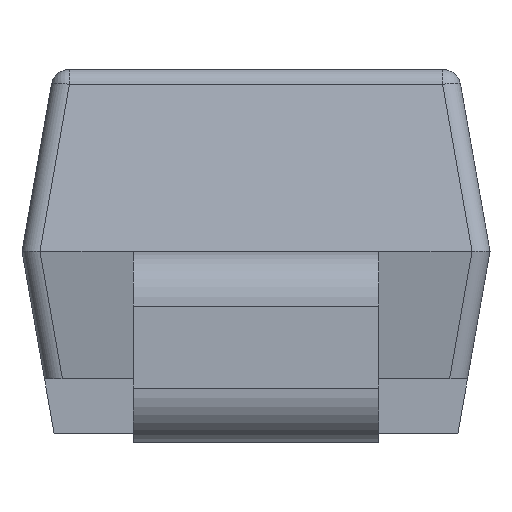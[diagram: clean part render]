
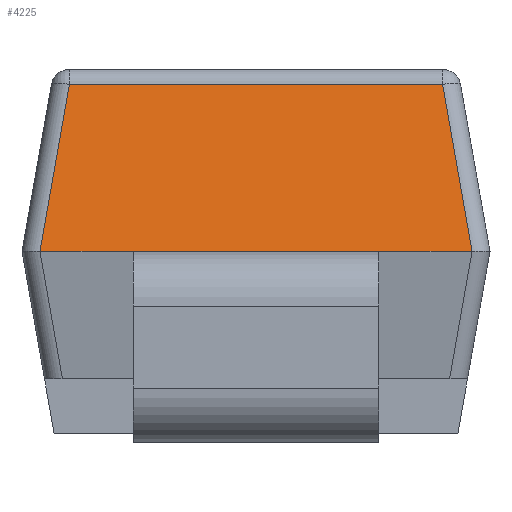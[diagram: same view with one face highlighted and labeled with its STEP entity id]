
A CAD part, left-side view. The second image highlights one B-rep face of the part: STEP entity #4225.
In plain terms, the highlighted planar face has unit normal (-0.985, 0, 0.174).
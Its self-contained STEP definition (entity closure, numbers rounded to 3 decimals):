
#38 = VERTEX_POINT ( 'NONE', #5298 ) ;
#171 = DIRECTION ( 'NONE',  ( -0.985, 0., 0.174 ) ) ;
#216 = LINE ( 'NONE', #2470, #2797 ) ;
#262 = CARTESIAN_POINT ( 'NONE',  ( -1.963, 1.109, 0.917 ) ) ;
#289 = ORIENTED_EDGE ( 'NONE', *, *, #4049, .T. ) ;
#354 = DIRECTION ( 'NONE',  ( 0., -1., 0. ) ) ;
#412 = ORIENTED_EDGE ( 'NONE', *, *, #900, .T. ) ;
#558 = CARTESIAN_POINT ( 'NONE',  ( -2.128, 1.189, -0.016 ) ) ;
#576 = CARTESIAN_POINT ( 'NONE',  ( -2.125, 0.675, 0. ) ) ;
#714 = CARTESIAN_POINT ( 'NONE',  ( -1.963, -1.025, 0.917 ) ) ;
#774 = VECTOR ( 'NONE', #1332, 1000. ) ;
#891 = VECTOR ( 'NONE', #2036, 1000. ) ;
#894 = VERTEX_POINT ( 'NONE', #714 ) ;
#900 = EDGE_CURVE ( 'NONE', #3182, #894, #4545, .T. ) ;
#1013 = EDGE_CURVE ( 'NONE', #2292, #3182, #1164, .T. ) ;
#1130 = DIRECTION ( 'NONE',  ( 0.174, 0., 0.985 ) ) ;
#1164 = LINE ( 'NONE', #1657, #3621 ) ;
#1332 = DIRECTION ( 'NONE',  ( 0.171, 0.171, 0.97 ) ) ;
#1657 = CARTESIAN_POINT ( 'NONE',  ( -2.125, 1.285, 0. ) ) ;
#1673 = AXIS2_PLACEMENT_3D ( 'NONE', #2976, #171, #1130 ) ;
#1689 = ORIENTED_EDGE ( 'NONE', *, *, #3965, .T. ) ;
#1921 = VERTEX_POINT ( 'NONE', #2256 ) ;
#1974 = DIRECTION ( 'NONE',  ( 0., -1., 0. ) ) ;
#2028 = PLANE ( 'NONE',  #1673 ) ;
#2036 = DIRECTION ( 'NONE',  ( -0.171, 0.171, -0.97 ) ) ;
#2201 = DIRECTION ( 'NONE',  ( 0., 1., 0. ) ) ;
#2212 = ORIENTED_EDGE ( 'NONE', *, *, #1013, .T. ) ;
#2256 = CARTESIAN_POINT ( 'NONE',  ( -2.125, 1.187, 0. ) ) ;
#2292 = VERTEX_POINT ( 'NONE', #3342 ) ;
#2403 = VECTOR ( 'NONE', #2201, 1000. ) ;
#2414 = EDGE_CURVE ( 'NONE', #894, #38, #5907, .T. ) ;
#2470 = CARTESIAN_POINT ( 'NONE',  ( -2.125, 1.285, 0. ) ) ;
#2797 = VECTOR ( 'NONE', #1974, 1000. ) ;
#2860 = EDGE_CURVE ( 'NONE', #1921, #5214, #216, .T. ) ;
#2976 = CARTESIAN_POINT ( 'NONE',  ( -2.125, 1.285, 0. ) ) ;
#3114 = DIRECTION ( 'NONE',  ( 0., -1., 0. ) ) ;
#3182 = VERTEX_POINT ( 'NONE', #4422 ) ;
#3342 = CARTESIAN_POINT ( 'NONE',  ( -2.125, -0.675, 0. ) ) ;
#3621 = VECTOR ( 'NONE', #3114, 1000. ) ;
#3965 = EDGE_CURVE ( 'NONE', #38, #1921, #5850, .T. ) ;
#4049 = EDGE_CURVE ( 'NONE', #5214, #2292, #5023, .T. ) ;
#4225 = ADVANCED_FACE ( 'NONE', ( #5303 ), #2028, .T. ) ;
#4384 = ORIENTED_EDGE ( 'NONE', *, *, #2414, .T. ) ;
#4422 = CARTESIAN_POINT ( 'NONE',  ( -2.125, -1.187, 0. ) ) ;
#4456 = CARTESIAN_POINT ( 'NONE',  ( -2.053, -1.114, 0.41 ) ) ;
#4545 = LINE ( 'NONE', #4456, #774 ) ;
#4714 = EDGE_LOOP ( 'NONE', ( #4384, #1689, #5933, #289, #2212, #412 ) ) ;
#5023 = LINE ( 'NONE', #5394, #5525 ) ;
#5214 = VERTEX_POINT ( 'NONE', #576 ) ;
#5298 = CARTESIAN_POINT ( 'NONE',  ( -1.963, 1.025, 0.917 ) ) ;
#5303 = FACE_OUTER_BOUND ( 'NONE', #4714, .T. ) ;
#5394 = CARTESIAN_POINT ( 'NONE',  ( -2.125, 1.285, 0. ) ) ;
#5525 = VECTOR ( 'NONE', #354, 1000. ) ;
#5850 = LINE ( 'NONE', #558, #891 ) ;
#5907 = LINE ( 'NONE', #262, #2403 ) ;
#5933 = ORIENTED_EDGE ( 'NONE', *, *, #2860, .T. ) ;
